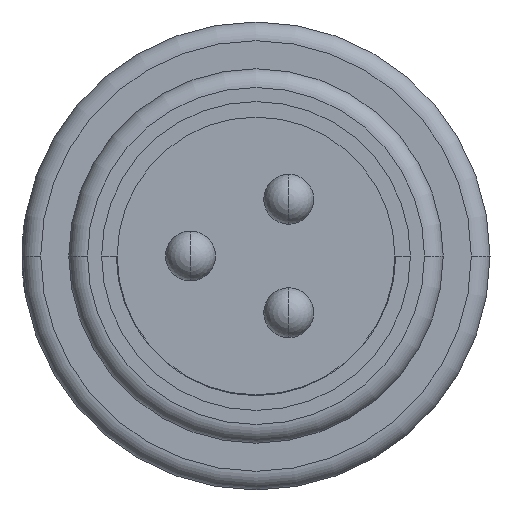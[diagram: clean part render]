
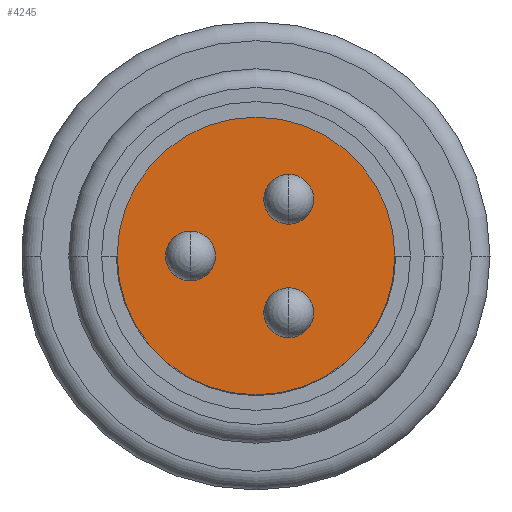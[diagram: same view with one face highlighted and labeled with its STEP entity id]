
A CAD part, left-side view. The second image highlights one B-rep face of the part: STEP entity #4245.
In plain terms, the highlighted planar face has unit normal (-1, 0, 0).
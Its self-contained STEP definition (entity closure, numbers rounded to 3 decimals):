
#1693=CARTESIAN_POINT('',(-2.5,0.,0.));
#1694=DIRECTION('',(-1.,0.,0.));
#1695=DIRECTION('',(0.,0.,1.));
#1696=AXIS2_PLACEMENT_3D('',#1693,#1694,#1695);
#1701=CARTESIAN_POINT('',(-2.5,0.,0.));
#1702=DIRECTION('',(-1.,0.,0.));
#1703=DIRECTION('',(0.,0.,-1.));
#1704=AXIS2_PLACEMENT_3D('',#1701,#1702,#1703);
#1709=CARTESIAN_POINT('',(-2.5,-1.05,1.819));
#1710=DIRECTION('',(-1.,0.,0.));
#1711=DIRECTION('',(0.,0.,1.));
#1712=AXIS2_PLACEMENT_3D('',#1709,#1710,#1711);
#1717=CARTESIAN_POINT('',(-2.5,-1.05,1.819));
#1718=DIRECTION('',(-1.,0.,0.));
#1719=DIRECTION('',(0.,0.,-1.));
#1720=AXIS2_PLACEMENT_3D('',#1717,#1718,#1719);
#1725=CARTESIAN_POINT('',(-2.5,2.1,0.));
#1726=DIRECTION('',(-1.,0.,0.));
#1727=DIRECTION('',(0.,0.,1.));
#1728=AXIS2_PLACEMENT_3D('',#1725,#1726,#1727);
#1733=CARTESIAN_POINT('',(-2.5,2.1,0.));
#1734=DIRECTION('',(-1.,0.,0.));
#1735=DIRECTION('',(0.,0.,-1.));
#1736=AXIS2_PLACEMENT_3D('',#1733,#1734,#1735);
#1741=CARTESIAN_POINT('',(-2.5,-1.05,-1.819));
#1742=DIRECTION('',(-1.,0.,0.));
#1743=DIRECTION('',(0.,0.,1.));
#1744=AXIS2_PLACEMENT_3D('',#1741,#1742,#1743);
#1749=CARTESIAN_POINT('',(-2.5,-1.05,-1.819));
#1750=DIRECTION('',(-1.,0.,0.));
#1751=DIRECTION('',(0.,0.,-1.));
#1752=AXIS2_PLACEMENT_3D('',#1749,#1750,#1751);
#1895=CARTESIAN_POINT('',(-2.5,0.,4.45));
#1896=CARTESIAN_POINT('',(-2.5,0.,-4.45));
#1897=VERTEX_POINT('',#1895);
#1898=VERTEX_POINT('',#1896);
#1979=CARTESIAN_POINT('',(-2.5,-1.05,2.619));
#1980=CARTESIAN_POINT('',(-2.5,-1.05,1.019));
#1981=VERTEX_POINT('',#1979);
#1982=VERTEX_POINT('',#1980);
#1983=CARTESIAN_POINT('',(-2.5,2.1,0.8));
#1984=CARTESIAN_POINT('',(-2.5,2.1,-0.8));
#1985=VERTEX_POINT('',#1983);
#1986=VERTEX_POINT('',#1984);
#1987=CARTESIAN_POINT('',(-2.5,-1.05,-1.019));
#1988=CARTESIAN_POINT('',(-2.5,-1.05,-2.619));
#1989=VERTEX_POINT('',#1987);
#1990=VERTEX_POINT('',#1988);
#4218=CARTESIAN_POINT('',(-2.5,0.,0.));
#4219=DIRECTION('',(1.,0.,0.));
#4220=DIRECTION('',(0.,0.,-1.));
#4221=AXIS2_PLACEMENT_3D('',#4218,#4219,#4220);
#4222=PLANE('',#4221);
#4223=ORIENTED_EDGE('',*,*,#4176,.F.);
#4224=ORIENTED_EDGE('',*,*,#4199,.F.);
#4225=EDGE_LOOP('',(#4223,#4224));
#4226=FACE_OUTER_BOUND('',#4225,.F.);
#4228=ORIENTED_EDGE('',*,*,#4227,.T.);
#4230=ORIENTED_EDGE('',*,*,#4229,.T.);
#4231=EDGE_LOOP('',(#4228,#4230));
#4232=FACE_BOUND('',#4231,.F.);
#4234=ORIENTED_EDGE('',*,*,#4233,.T.);
#4236=ORIENTED_EDGE('',*,*,#4235,.T.);
#4237=EDGE_LOOP('',(#4234,#4236));
#4238=FACE_BOUND('',#4237,.F.);
#4240=ORIENTED_EDGE('',*,*,#4239,.T.);
#4242=ORIENTED_EDGE('',*,*,#4241,.T.);
#4243=EDGE_LOOP('',(#4240,#4242));
#4244=FACE_BOUND('',#4243,.F.);
#1697=CIRCLE('',#1696,4.45);
#1705=CIRCLE('',#1704,4.45);
#1713=CIRCLE('',#1712,0.8);
#1721=CIRCLE('',#1720,0.8);
#1729=CIRCLE('',#1728,0.8);
#1737=CIRCLE('',#1736,0.8);
#1745=CIRCLE('',#1744,0.8);
#1753=CIRCLE('',#1752,0.8);
#4176=EDGE_CURVE('',#1897,#1898,#1697,.T.);
#4199=EDGE_CURVE('',#1898,#1897,#1705,.T.);
#4227=EDGE_CURVE('',#1981,#1982,#1713,.T.);
#4229=EDGE_CURVE('',#1982,#1981,#1721,.T.);
#4233=EDGE_CURVE('',#1985,#1986,#1729,.T.);
#4235=EDGE_CURVE('',#1986,#1985,#1737,.T.);
#4239=EDGE_CURVE('',#1989,#1990,#1745,.T.);
#4241=EDGE_CURVE('',#1990,#1989,#1753,.T.);
#4245=ADVANCED_FACE('',(#4226,#4232,#4238,#4244),#4222,.F.);
